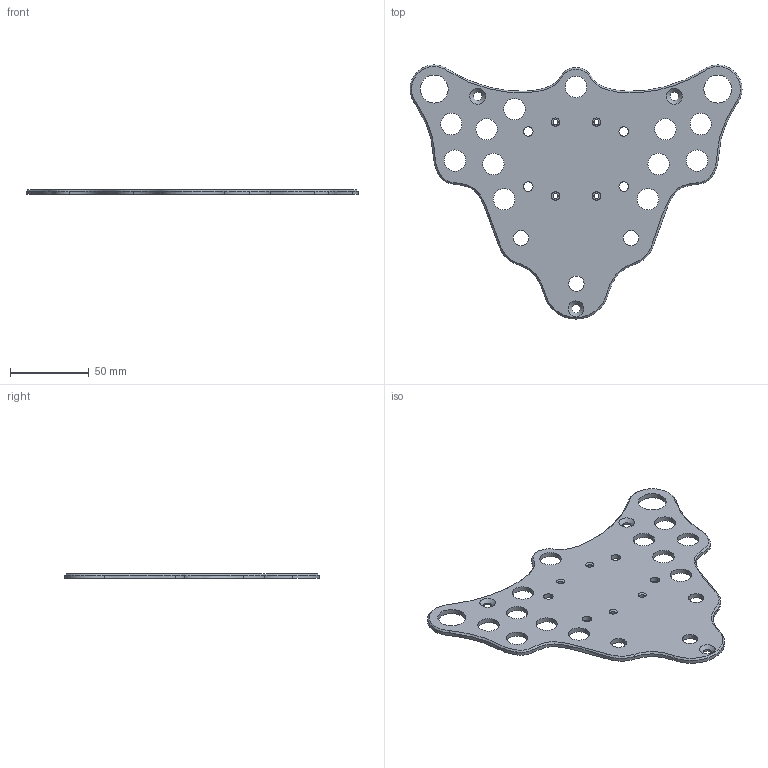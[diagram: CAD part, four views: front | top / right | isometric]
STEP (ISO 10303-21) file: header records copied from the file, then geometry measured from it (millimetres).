
FILE_DESCRIPTION(/* description */ (''),/* implementation_level */ '2;1');
FILE_NAME(/* name */ 'Fiesta WRC Front Plate.step',/* time_stamp */ '2020-07-02T21:00:43-05:00',/* author */ (''),/* organization */ (''),/* preprocessor_version */ 'ST-DEVELOPER v18.1',/* originating_system */ 'Autodesk Translation Framework v9.3.0.1241',/* authorisation */ '');
FILE_SCHEMA (('AUTOMOTIVE_DESIGN { 1 0 10303 214 3 1 1 }'));
Length unit declared in the file: millimetre
Products named in the file (1): Front Plate (1)
Bounding box: 210.97 x 161.49 x 3.17 mm (x, y, z)
Volume: 53059.1 mm3; surface area: 38121.5 mm2
Topology: 1 solids, 1 shells, 71 faces, 183 edges, 114 vertices
Faces by surface type: cylinder 37, cone 16, bspline 16, plane 2
Full cylindrical faces by diameter (mm): 3.2 x4, 5.5 x3, 6 x4, 9.75 x3, 13.6 x12, 17.78 x2
Entity records: 3299 total; most frequent: CARTESIAN_POINT 1477, ORIENTED_EDGE 366, DIRECTION 349, EDGE_CURVE 183, AXIS2_PLACEMENT_3D 146, EDGE_LOOP 127, VERTEX_POINT 114, CIRCLE 90
